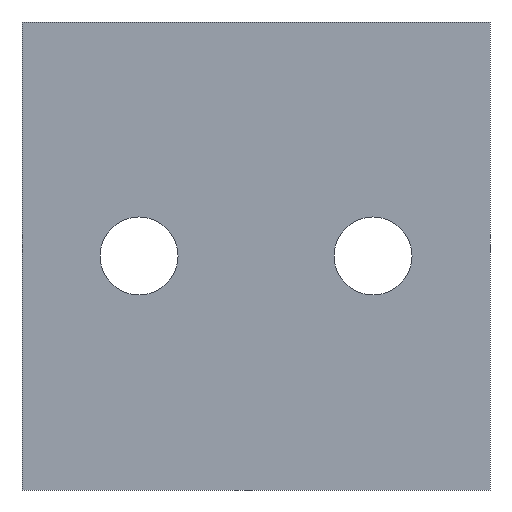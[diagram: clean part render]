
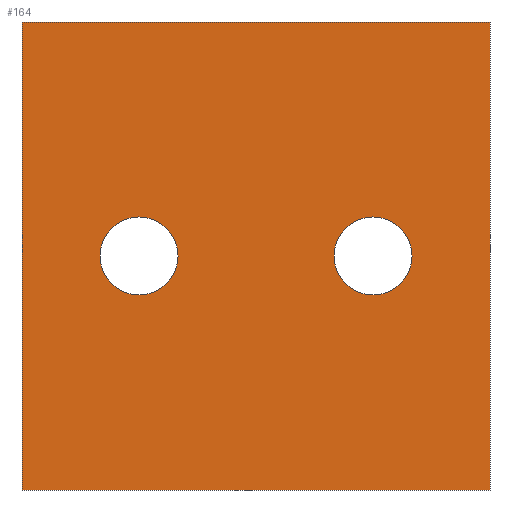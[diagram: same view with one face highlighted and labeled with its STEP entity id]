
A CAD part, front view. The second image highlights one B-rep face of the part: STEP entity #164.
In plain terms, the highlighted planar face has unit normal (0, -1, 0).
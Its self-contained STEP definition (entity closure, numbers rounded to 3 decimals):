
#1=CARTESIAN_POINT('',(-7.5,0.,0.));
#2=DIRECTION('',(0.,-1.,0.));
#3=DIRECTION('',(1.,0.,0.));
#4=AXIS2_PLACEMENT_3D('',#1,#2,#3);
#6=CARTESIAN_POINT('',(-7.5,0.,0.));
#7=DIRECTION('',(0.,-1.,0.));
#8=DIRECTION('',(-1.,0.,0.));
#9=AXIS2_PLACEMENT_3D('',#6,#7,#8);
#11=CARTESIAN_POINT('',(7.5,0.,0.));
#12=DIRECTION('',(0.,-1.,0.));
#13=DIRECTION('',(1.,0.,0.));
#14=AXIS2_PLACEMENT_3D('',#11,#12,#13);
#16=CARTESIAN_POINT('',(7.5,0.,0.));
#17=DIRECTION('',(0.,-1.,0.));
#18=DIRECTION('',(-1.,0.,0.));
#19=AXIS2_PLACEMENT_3D('',#16,#17,#18);
#21=DIRECTION('',(1.,0.,0.));
#22=VECTOR('',#21,30.);
#23=CARTESIAN_POINT('',(-15.,0.,15.));
#24=LINE('',#23,#22);
#25=DIRECTION('',(0.,0.,-1.));
#26=VECTOR('',#25,30.);
#27=CARTESIAN_POINT('',(15.,0.,15.));
#28=LINE('',#27,#26);
#29=DIRECTION('',(-1.,0.,0.));
#30=VECTOR('',#29,30.);
#31=CARTESIAN_POINT('',(15.,0.,-15.));
#32=LINE('',#31,#30);
#33=DIRECTION('',(0.,0.,1.));
#34=VECTOR('',#33,30.);
#35=CARTESIAN_POINT('',(-15.,0.,-15.));
#36=LINE('',#35,#34);
#105=CARTESIAN_POINT('',(-15.,0.,15.));
#106=CARTESIAN_POINT('',(15.,0.,15.));
#107=VERTEX_POINT('',#105);
#108=VERTEX_POINT('',#106);
#109=CARTESIAN_POINT('',(15.,0.,-15.));
#110=VERTEX_POINT('',#109);
#111=CARTESIAN_POINT('',(-15.,0.,-15.));
#112=VERTEX_POINT('',#111);
#121=CARTESIAN_POINT('',(-5.,0.,0.));
#122=CARTESIAN_POINT('',(-10.,0.,0.));
#123=VERTEX_POINT('',#121);
#124=VERTEX_POINT('',#122);
#125=CARTESIAN_POINT('',(10.,0.,0.));
#126=CARTESIAN_POINT('',(5.,0.,0.));
#127=VERTEX_POINT('',#125);
#128=VERTEX_POINT('',#126);
#137=CARTESIAN_POINT('',(0.,0.,0.));
#138=DIRECTION('',(0.,1.,0.));
#139=DIRECTION('',(1.,0.,0.));
#140=AXIS2_PLACEMENT_3D('',#137,#138,#139);
#141=PLANE('',#140);
#143=ORIENTED_EDGE('',*,*,#142,.T.);
#145=ORIENTED_EDGE('',*,*,#144,.T.);
#147=ORIENTED_EDGE('',*,*,#146,.T.);
#149=ORIENTED_EDGE('',*,*,#148,.T.);
#150=EDGE_LOOP('',(#143,#145,#147,#149));
#151=FACE_OUTER_BOUND('',#150,.F.);
#153=ORIENTED_EDGE('',*,*,#152,.T.);
#155=ORIENTED_EDGE('',*,*,#154,.T.);
#156=EDGE_LOOP('',(#153,#155));
#157=FACE_BOUND('',#156,.F.);
#159=ORIENTED_EDGE('',*,*,#158,.T.);
#161=ORIENTED_EDGE('',*,*,#160,.T.);
#162=EDGE_LOOP('',(#159,#161));
#163=FACE_BOUND('',#162,.F.);
#164=ADVANCED_FACE('',(#151,#157,#163),#141,.F.);
#5=CIRCLE('',#4,2.5);
#10=CIRCLE('',#9,2.5);
#15=CIRCLE('',#14,2.5);
#20=CIRCLE('',#19,2.5);
#142=EDGE_CURVE('',#107,#108,#24,.T.);
#144=EDGE_CURVE('',#108,#110,#28,.T.);
#146=EDGE_CURVE('',#110,#112,#32,.T.);
#148=EDGE_CURVE('',#112,#107,#36,.T.);
#152=EDGE_CURVE('',#127,#128,#15,.T.);
#154=EDGE_CURVE('',#128,#127,#20,.T.);
#158=EDGE_CURVE('',#123,#124,#5,.T.);
#160=EDGE_CURVE('',#124,#123,#10,.T.);
